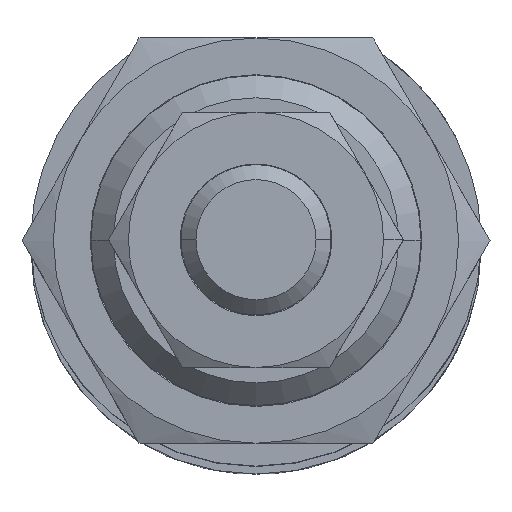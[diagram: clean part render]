
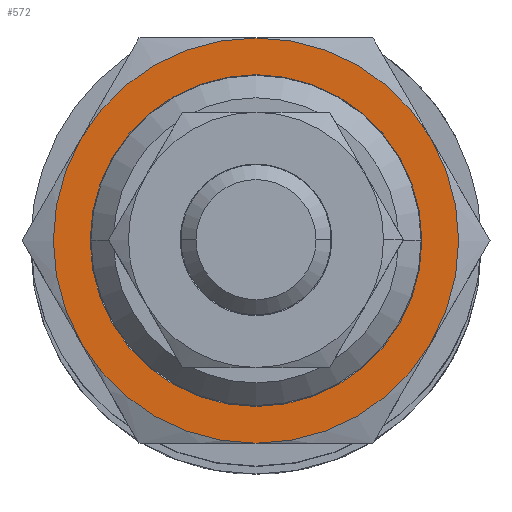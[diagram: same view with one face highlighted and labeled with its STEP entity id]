
A CAD part, top view. The second image highlights one B-rep face of the part: STEP entity #572.
In plain terms, the highlighted planar face has unit normal (0, 0, 1).
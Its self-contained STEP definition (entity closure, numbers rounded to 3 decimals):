
#63 = EDGE_CURVE ( 'NONE', #19008, #5545, #16531, .T. ) ;
#164 = DIRECTION ( 'NONE',  ( 0., 0., 1. ) ) ;
#301 = CARTESIAN_POINT ( 'NONE',  ( -11.691, -6.75, 332. ) ) ;
#536 = DIRECTION ( 'NONE',  ( 0.866, 0.5, 0. ) ) ;
#572 = ADVANCED_FACE ( 'NONE', ( #13851, #4117 ), #11721, .T. ) ;
#1122 = EDGE_LOOP ( 'NONE', ( #20554, #22170 ) ) ;
#2370 = ORIENTED_EDGE ( 'NONE', *, *, #3034, .T. ) ;
#2491 = CARTESIAN_POINT ( 'NONE',  ( 0., 0., 332. ) ) ;
#2613 = EDGE_CURVE ( 'NONE', #5545, #17134, #4901, .T. ) ;
#2773 = CIRCLE ( 'NONE', #5566, 13.5 ) ;
#3014 = EDGE_LOOP ( 'NONE', ( #19404, #21730, #9929, #6002, #2370, #19992 ) ) ;
#3034 = EDGE_CURVE ( 'NONE', #17134, #8983, #2773, .T. ) ;
#3773 = CARTESIAN_POINT ( 'NONE',  ( 0., 0., 332. ) ) ;
#3811 = CARTESIAN_POINT ( 'NONE',  ( 0., 0., 332. ) ) ;
#3902 = DIRECTION ( 'NONE',  ( 0., 0., 1. ) ) ;
#4117 = FACE_OUTER_BOUND ( 'NONE', #3014, .T. ) ;
#4214 = DIRECTION ( 'NONE',  ( 0.866, 0.5, 0. ) ) ;
#4232 = CIRCLE ( 'NONE', #5019, 13.5 ) ;
#4901 = CIRCLE ( 'NONE', #8452, 13.5 ) ;
#5019 = AXIS2_PLACEMENT_3D ( 'NONE', #17017, #24603, #11152 ) ;
#5545 = VERTEX_POINT ( 'NONE', #7549 ) ;
#5564 = DIRECTION ( 'NONE',  ( 0., 0., 1. ) ) ;
#5566 = AXIS2_PLACEMENT_3D ( 'NONE', #3811, #5564, #17033 ) ;
#5715 = CARTESIAN_POINT ( 'NONE',  ( 0., 0., 332. ) ) ;
#5894 = DIRECTION ( 'NONE',  ( 0.866, 0.5, 0. ) ) ;
#6002 = ORIENTED_EDGE ( 'NONE', *, *, #2613, .T. ) ;
#6611 = CARTESIAN_POINT ( 'NONE',  ( 11.691, -6.75, 332. ) ) ;
#7549 = CARTESIAN_POINT ( 'NONE',  ( -11.691, 6.75, 332. ) ) ;
#7836 = CARTESIAN_POINT ( 'NONE',  ( 0., 13.5, 332. ) ) ;
#7923 = EDGE_CURVE ( 'NONE', #22435, #10525, #23286, .T. ) ;
#8084 = DIRECTION ( 'NONE',  ( 0.866, 0.5, 0. ) ) ;
#8452 = AXIS2_PLACEMENT_3D ( 'NONE', #5715, #13199, #17179 ) ;
#8983 = VERTEX_POINT ( 'NONE', #20865 ) ;
#9929 = ORIENTED_EDGE ( 'NONE', *, *, #63, .T. ) ;
#10425 = CARTESIAN_POINT ( 'NONE',  ( 9.57, 5.525, 332. ) ) ;
#10496 = CIRCLE ( 'NONE', #22458, 11.05 ) ;
#10525 = VERTEX_POINT ( 'NONE', #12050 ) ;
#11152 = DIRECTION ( 'NONE',  ( 0.866, 0.5, 0. ) ) ;
#11721 = PLANE ( 'NONE',  #20505 ) ;
#11951 = CARTESIAN_POINT ( 'NONE',  ( 0., 0., 332. ) ) ;
#11974 = DIRECTION ( 'NONE',  ( 0., 0., 1. ) ) ;
#12022 = CARTESIAN_POINT ( 'NONE',  ( 0., 0., 332. ) ) ;
#12050 = CARTESIAN_POINT ( 'NONE',  ( 11.691, 6.75, 332. ) ) ;
#12346 = VERTEX_POINT ( 'NONE', #13256 ) ;
#13199 = DIRECTION ( 'NONE',  ( 0., 0., 1. ) ) ;
#13256 = CARTESIAN_POINT ( 'NONE',  ( -9.57, -5.525, 332. ) ) ;
#13337 = AXIS2_PLACEMENT_3D ( 'NONE', #12022, #21379, #15409 ) ;
#13851 = FACE_BOUND ( 'NONE', #1122, .T. ) ;
#14803 = AXIS2_PLACEMENT_3D ( 'NONE', #11951, #15697, #4214 ) ;
#15388 = CARTESIAN_POINT ( 'NONE',  ( 0., 0., 332. ) ) ;
#15409 = DIRECTION ( 'NONE',  ( 0.866, 0.5, 0. ) ) ;
#15440 = EDGE_CURVE ( 'NONE', #21227, #12346, #18373, .T. ) ;
#15697 = DIRECTION ( 'NONE',  ( 0., 0., 1. ) ) ;
#16348 = DIRECTION ( 'NONE',  ( 0., 0., 1. ) ) ;
#16531 = CIRCLE ( 'NONE', #20896, 13.5 ) ;
#17017 = CARTESIAN_POINT ( 'NONE',  ( 0., 0., 332. ) ) ;
#17033 = DIRECTION ( 'NONE',  ( 0.866, 0.5, 0. ) ) ;
#17134 = VERTEX_POINT ( 'NONE', #301 ) ;
#17179 = DIRECTION ( 'NONE',  ( 0.866, 0.5, 0. ) ) ;
#18373 = CIRCLE ( 'NONE', #14803, 11.05 ) ;
#18871 = EDGE_CURVE ( 'NONE', #12346, #21227, #10496, .T. ) ;
#19008 = VERTEX_POINT ( 'NONE', #7836 ) ;
#19404 = ORIENTED_EDGE ( 'NONE', *, *, #7923, .T. ) ;
#19990 = EDGE_CURVE ( 'NONE', #10525, #19008, #24065, .T. ) ;
#19992 = ORIENTED_EDGE ( 'NONE', *, *, #21835, .T. ) ;
#20331 = DIRECTION ( 'NONE',  ( 0.866, 0.5, 0. ) ) ;
#20505 = AXIS2_PLACEMENT_3D ( 'NONE', #2491, #11974, #8084 ) ;
#20554 = ORIENTED_EDGE ( 'NONE', *, *, #15440, .F. ) ;
#20865 = CARTESIAN_POINT ( 'NONE',  ( 0., -13.5, 332. ) ) ;
#20896 = AXIS2_PLACEMENT_3D ( 'NONE', #3773, #164, #5894 ) ;
#21227 = VERTEX_POINT ( 'NONE', #10425 ) ;
#21379 = DIRECTION ( 'NONE',  ( 0., 0., 1. ) ) ;
#21730 = ORIENTED_EDGE ( 'NONE', *, *, #19990, .T. ) ;
#21835 = EDGE_CURVE ( 'NONE', #8983, #22435, #4232, .T. ) ;
#22170 = ORIENTED_EDGE ( 'NONE', *, *, #18871, .F. ) ;
#22435 = VERTEX_POINT ( 'NONE', #6611 ) ;
#22458 = AXIS2_PLACEMENT_3D ( 'NONE', #24297, #16348, #20331 ) ;
#22506 = AXIS2_PLACEMENT_3D ( 'NONE', #15388, #3902, #536 ) ;
#23286 = CIRCLE ( 'NONE', #22506, 13.5 ) ;
#24065 = CIRCLE ( 'NONE', #13337, 13.5 ) ;
#24297 = CARTESIAN_POINT ( 'NONE',  ( 0., 0., 332. ) ) ;
#24603 = DIRECTION ( 'NONE',  ( 0., 0., 1. ) ) ;
